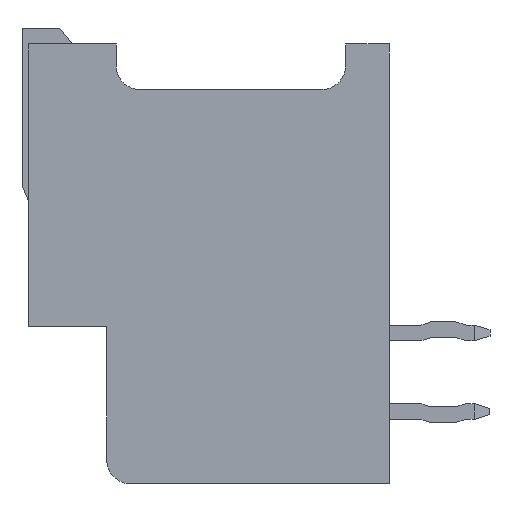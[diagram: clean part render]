
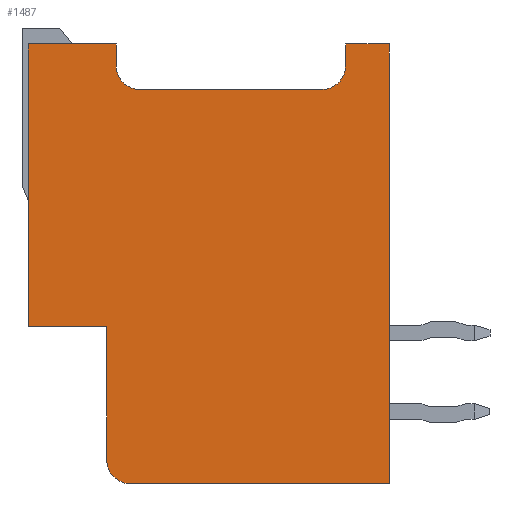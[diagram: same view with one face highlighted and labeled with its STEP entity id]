
A CAD part, left-side view. The second image highlights one B-rep face of the part: STEP entity #1487.
In plain terms, the highlighted planar face has unit normal (-1, 0, 0).
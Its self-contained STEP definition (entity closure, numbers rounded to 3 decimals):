
#1487 = ADVANCED_FACE( '', ( #2857 ), #2858, .F. );
#2857 = FACE_OUTER_BOUND( '', #4156, .T. );
#2858 = PLANE( '', #4157 );
#4156 = EDGE_LOOP( '', ( #8240, #8241, #8242, #8243, #8244, #8245, #8246, #8247, #8248, #8249, #8250, #8251, #8252 ) );
#4157 = AXIS2_PLACEMENT_3D( '', #8253, #8254, #8255 );
#8240 = ORIENTED_EDGE( '', *, *, #9873, .F. );
#8241 = ORIENTED_EDGE( '', *, *, #8385, .T. );
#8242 = ORIENTED_EDGE( '', *, *, #9563, .F. );
#8243 = ORIENTED_EDGE( '', *, *, #9716, .F. );
#8244 = ORIENTED_EDGE( '', *, *, #9909, .F. );
#8245 = ORIENTED_EDGE( '', *, *, #8303, .F. );
#8246 = ORIENTED_EDGE( '', *, *, #9907, .T. );
#8247 = ORIENTED_EDGE( '', *, *, #9361, .F. );
#8248 = ORIENTED_EDGE( '', *, *, #9887, .T. );
#8249 = ORIENTED_EDGE( '', *, *, #8755, .F. );
#8250 = ORIENTED_EDGE( '', *, *, #8939, .F. );
#8251 = ORIENTED_EDGE( '', *, *, #8719, .F. );
#8252 = ORIENTED_EDGE( '', *, *, #9847, .F. );
#8253 = CARTESIAN_POINT( '', ( -10.7, 0., 0. ) );
#8254 = DIRECTION( '', ( 1., 0., 0. ) );
#8255 = DIRECTION( '', ( 0., 0., -1. ) );
#8303 = EDGE_CURVE( '', #9952, #9948, #9954, .T. );
#8385 = EDGE_CURVE( '', #10095, #10099, #10101, .F. );
#8719 = EDGE_CURVE( '', #10674, #10676, #10677, .T. );
#8755 = EDGE_CURVE( '', #10737, #10735, #10739, .T. );
#8939 = EDGE_CURVE( '', #10676, #10737, #11031, .T. );
#9361 = EDGE_CURVE( '', #11660, #11658, #11662, .T. );
#9563 = EDGE_CURVE( '', #11923, #10099, #11925, .T. );
#9716 = EDGE_CURVE( '', #12112, #11923, #12114, .T. );
#9847 = EDGE_CURVE( '', #12254, #10674, #12256, .T. );
#9873 = EDGE_CURVE( '', #10095, #12254, #12286, .T. );
#9887 = EDGE_CURVE( '', #11660, #10735, #12300, .T. );
#9907 = EDGE_CURVE( '', #9952, #11658, #12320, .T. );
#9909 = EDGE_CURVE( '', #9948, #12112, #12322, .T. );
#9948 = VERTEX_POINT( '', #12373 );
#9952 = VERTEX_POINT( '', #12379 );
#9954 = LINE( '', #12382, #12383 );
#10095 = VERTEX_POINT( '', #12586 );
#10099 = VERTEX_POINT( '', #12591 );
#10101 = CIRCLE( '', #12594, 0.75 );
#10674 = VERTEX_POINT( '', #13432 );
#10676 = VERTEX_POINT( '', #13435 );
#10677 = LINE( '', #13436, #13437 );
#10735 = VERTEX_POINT( '', #13523 );
#10737 = VERTEX_POINT( '', #13526 );
#10739 = LINE( '', #13529, #13530 );
#11031 = LINE( '', #13965, #13966 );
#11658 = VERTEX_POINT( '', #14926 );
#11660 = VERTEX_POINT( '', #14929 );
#11662 = LINE( '', #14932, #14933 );
#11923 = VERTEX_POINT( '', #15334 );
#11925 = LINE( '', #15337, #15338 );
#12112 = VERTEX_POINT( '', #15626 );
#12114 = LINE( '', #15629, #15630 );
#12254 = VERTEX_POINT( '', #15833 );
#12256 = LINE( '', #15836, #15837 );
#12286 = LINE( '', #15883, #15884 );
#12300 = CIRCLE( '', #15900, 0.75 );
#12320 = CIRCLE( '', #15925, 0.75 );
#12322 = LINE( '', #15927, #15928 );
#12373 = CARTESIAN_POINT( '', ( -10.7, -3.1, 7. ) );
#12379 = CARTESIAN_POINT( '', ( -10.7, -3.1, 6.3 ) );
#12382 = CARTESIAN_POINT( '', ( -10.7, -3.1, 5.55 ) );
#12383 = VECTOR( '', #15953, 1000. );
#12586 = CARTESIAN_POINT( '', ( -10.7, 4.5, -6.25 ) );
#12591 = CARTESIAN_POINT( '', ( -10.7, 3.75, -7. ) );
#12594 = AXIS2_PLACEMENT_3D( '', #16021, #16022, #16023 );
#13432 = CARTESIAN_POINT( '', ( -10.7, 7., -2. ) );
#13435 = CARTESIAN_POINT( '', ( -10.7, 7., 7. ) );
#13436 = CARTESIAN_POINT( '', ( -10.7, 7., -2. ) );
#13437 = VECTOR( '', #16308, 1000. );
#13523 = CARTESIAN_POINT( '', ( -10.7, 4.2, 6.3 ) );
#13526 = CARTESIAN_POINT( '', ( -10.7, 4.2, 7. ) );
#13529 = CARTESIAN_POINT( '', ( -10.7, 4.2, 7. ) );
#13530 = VECTOR( '', #16339, 1000. );
#13965 = CARTESIAN_POINT( '', ( -10.7, 7., 7. ) );
#13966 = VECTOR( '', #16489, 1000. );
#14926 = CARTESIAN_POINT( '', ( -10.7, -2.35, 5.55 ) );
#14929 = CARTESIAN_POINT( '', ( -10.7, 3.45, 5.55 ) );
#14932 = CARTESIAN_POINT( '', ( -10.7, 4.2, 5.55 ) );
#14933 = VECTOR( '', #16840, 1000. );
#15334 = CARTESIAN_POINT( '', ( -10.7, -4.5, -7. ) );
#15337 = CARTESIAN_POINT( '', ( -10.7, -4.5, -7. ) );
#15338 = VECTOR( '', #16985, 1000. );
#15626 = CARTESIAN_POINT( '', ( -10.7, -4.5, 7. ) );
#15629 = CARTESIAN_POINT( '', ( -10.7, -4.5, 7. ) );
#15630 = VECTOR( '', #17091, 1000. );
#15833 = CARTESIAN_POINT( '', ( -10.7, 4.5, -2. ) );
#15836 = CARTESIAN_POINT( '', ( -10.7, 4.5, -2. ) );
#15837 = VECTOR( '', #17159, 1000. );
#15883 = CARTESIAN_POINT( '', ( -10.7, 4.5, -7. ) );
#15884 = VECTOR( '', #17176, 1000. );
#15900 = AXIS2_PLACEMENT_3D( '', #17179, #17180, #17181 );
#15925 = AXIS2_PLACEMENT_3D( '', #17187, #17188, #17189 );
#15927 = CARTESIAN_POINT( '', ( -10.7, -3.1, 7. ) );
#15928 = VECTOR( '', #17190, 1000. );
#15953 = DIRECTION( '', ( 0., 0., 1. ) );
#16021 = CARTESIAN_POINT( '', ( -10.7, 3.75, -6.25 ) );
#16022 = DIRECTION( '', ( 1., 0., 0. ) );
#16023 = DIRECTION( '', ( 0., 0., -1. ) );
#16308 = DIRECTION( '', ( 0., 0., 1. ) );
#16339 = DIRECTION( '', ( 0., 0., -1. ) );
#16489 = DIRECTION( '', ( 0., -1., 0. ) );
#16840 = DIRECTION( '', ( 0., -1., 0. ) );
#16985 = DIRECTION( '', ( 0., 1., 0. ) );
#17091 = DIRECTION( '', ( 0., 0., -1. ) );
#17159 = DIRECTION( '', ( 0., 1., 0. ) );
#17176 = DIRECTION( '', ( 0., 0., 1. ) );
#17179 = CARTESIAN_POINT( '', ( -10.7, 3.45, 6.3 ) );
#17180 = DIRECTION( '', ( 1., 0., 0. ) );
#17181 = DIRECTION( '', ( 0., 0., -1. ) );
#17187 = CARTESIAN_POINT( '', ( -10.7, -2.35, 6.3 ) );
#17188 = DIRECTION( '', ( 1., 0., 0. ) );
#17189 = DIRECTION( '', ( 0., 0., -1. ) );
#17190 = DIRECTION( '', ( 0., -1., 0. ) );
